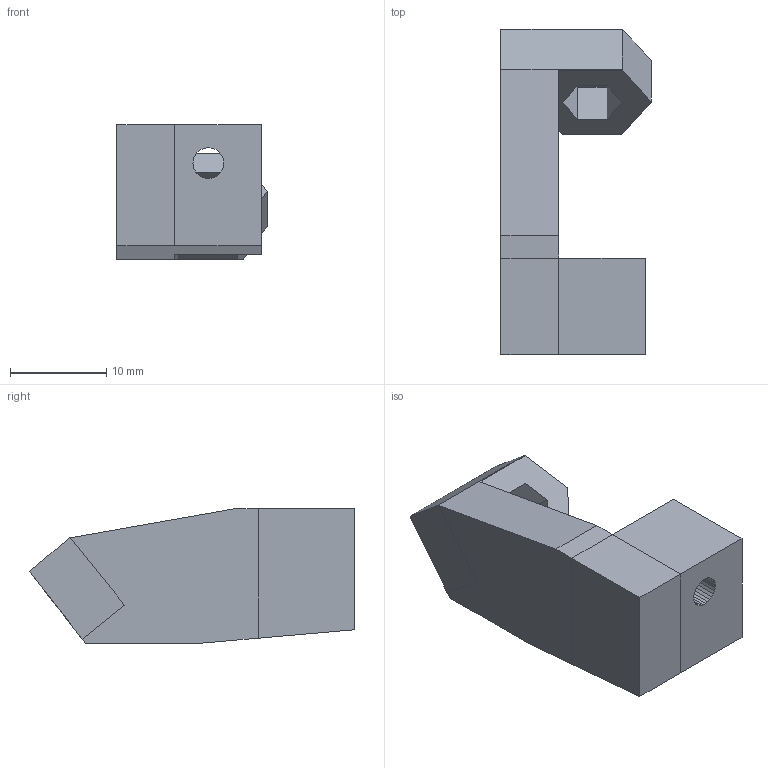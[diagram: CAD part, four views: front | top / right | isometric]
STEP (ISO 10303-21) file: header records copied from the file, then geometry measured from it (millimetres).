
FILE_DESCRIPTION(('FreeCAD Model'),'2;1');
FILE_NAME('nozzle-fan-holder.step','2018-08-01T22:05:08',('Author'),(''), 'Open CASCADE STEP processor 7.2','FreeCAD','Unknown');
FILE_SCHEMA(('AUTOMOTIVE_DESIGN { 1 0 10303 214 1 1 1 1 }'));
Length unit declared in the file: millimetre
Products named in the file (1): difference
Bounding box: 15.6 x 33.75 x 14 mm (x, y, z)
Volume: 3727.4 mm3; surface area: 2164.1 mm2
Topology: 1 solids, 1 shells, 151 faces, 438 edges, 291 vertices
Faces by surface type: plane 151
Entity records: 5945 total; most frequent: CARTESIAN_POINT 881, ORIENTED_EDGE 876, DIRECTION 742, EDGE_CURVE 438, LINE 438, VECTOR 438, VERTEX_POINT 291, FACE_BOUND 157
